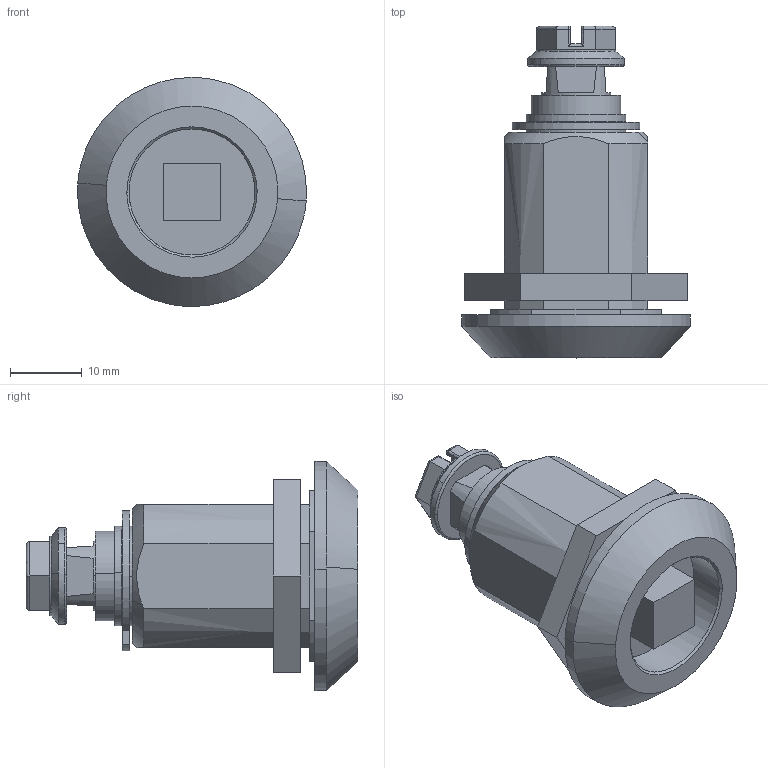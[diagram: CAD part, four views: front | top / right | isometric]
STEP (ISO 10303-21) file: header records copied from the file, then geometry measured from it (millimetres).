
FILE_DESCRIPTION((''),'2;1');
FILE_NAME('','2009-07-14T13:24:25',(''),(''),'','CADfix','');
FILE_SCHEMA(('AUTOMOTIVE_DESIGN { 1 0 10303 214 1 1 1 1 }'));
Length unit declared in the file: millimetre
Bounding box: 31.94 x 46.35 x 32 mm (x, y, z)
Volume: 14655 mm3; surface area: 8727.1 mm2
Topology: 3 solids, 3 shells, 227 faces, 616 edges, 404 vertices
Faces by surface type: bspline 227
Entity records: 7605 total; most frequent: CARTESIAN_POINT 4169, ORIENTED_EDGE 1232, EDGE_CURVE 616, VERTEX_POINT 404, QUASI_UNIFORM_CURVE 294, EDGE_LOOP 244, FACE_OUTER_BOUND 227, ADVANCED_FACE 227
